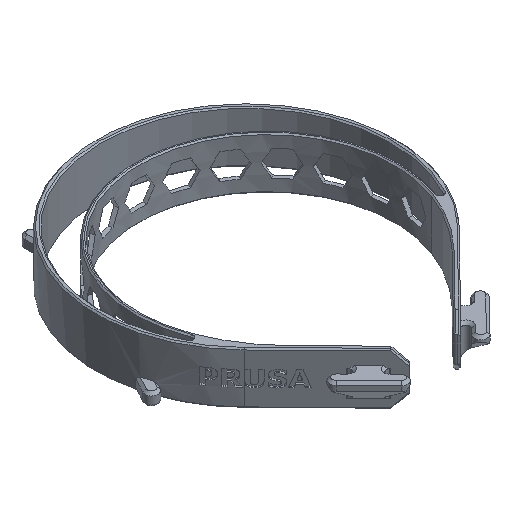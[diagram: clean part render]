
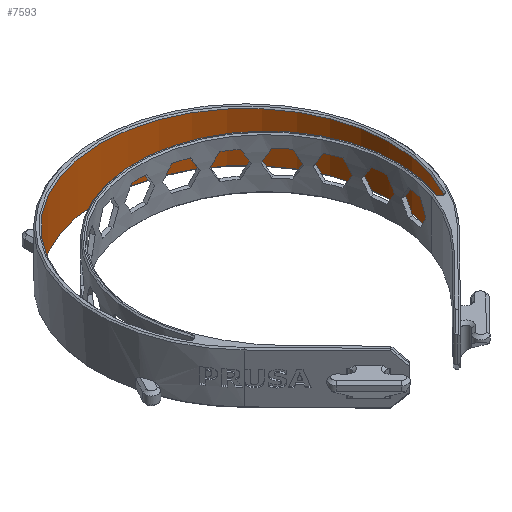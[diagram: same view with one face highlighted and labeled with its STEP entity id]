
A CAD part, isometric view. The second image highlights one B-rep face of the part: STEP entity #7593.
In plain terms, the highlighted cylindrical face has radius 56 mm (diameter 112 mm), a partial arc.
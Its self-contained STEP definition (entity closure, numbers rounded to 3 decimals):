
#138=CYLINDRICAL_SURFACE('',#8241,56.);
#700=CIRCLE('',#8207,56.);
#709=CIRCLE('',#8227,56.);
#1093=FACE_OUTER_BOUND('',#1548,.T.);
#1548=EDGE_LOOP('',(#6629,#6630,#6631,#6632));
#2181=LINE('',#13938,#2799);
#2182=LINE('',#13939,#2800);
#2799=VECTOR('',#10025,10.);
#2800=VECTOR('',#10026,10.);
#3513=VERTEX_POINT('',#13796);
#3514=VERTEX_POINT('',#13798);
#3521=VERTEX_POINT('',#13831);
#3522=VERTEX_POINT('',#13835);
#4572=EDGE_CURVE('',#3514,#3513,#700,.T.);
#4590=EDGE_CURVE('',#3521,#3522,#709,.T.);
#4613=EDGE_CURVE('',#3514,#3522,#2181,.T.);
#4614=EDGE_CURVE('',#3513,#3521,#2182,.T.);
#6629=ORIENTED_EDGE('',*,*,#4572,.F.);
#6630=ORIENTED_EDGE('',*,*,#4613,.T.);
#6631=ORIENTED_EDGE('',*,*,#4590,.F.);
#6632=ORIENTED_EDGE('',*,*,#4614,.F.);
#7593=ADVANCED_FACE('',(#1093),#138,.F.);
#8207=AXIS2_PLACEMENT_3D('',#13800,#9937,#9938);
#8227=AXIS2_PLACEMENT_3D('',#13837,#9986,#9987);
#8241=AXIS2_PLACEMENT_3D('',#13937,#10023,#10024);
#9937=DIRECTION('center_axis',(0.,0.,1.));
#9938=DIRECTION('ref_axis',(-0.878,0.479,0.));
#9986=DIRECTION('center_axis',(0.,0.,-1.));
#9987=DIRECTION('ref_axis',(-0.878,0.479,0.));
#10023=DIRECTION('center_axis',(0.,0.,1.));
#10024=DIRECTION('ref_axis',(-0.878,0.479,0.));
#10025=DIRECTION('',(0.,0.,1.));
#10026=DIRECTION('',(0.,0.,1.));
#13796=CARTESIAN_POINT('',(564.439,-10.301,0.5));
#13798=CARTESIAN_POINT('',(662.779,-10.301,0.5));
#13800=CARTESIAN_POINT('Origin',(613.609,16.501,0.5));
#13831=CARTESIAN_POINT('',(564.439,-10.301,19.5));
#13835=CARTESIAN_POINT('',(662.779,-10.301,19.5));
#13837=CARTESIAN_POINT('Origin',(613.609,16.501,19.5));
#13937=CARTESIAN_POINT('Origin',(613.609,16.501,0.));
#13938=CARTESIAN_POINT('',(662.779,-10.301,0.));
#13939=CARTESIAN_POINT('',(564.439,-10.301,0.));
